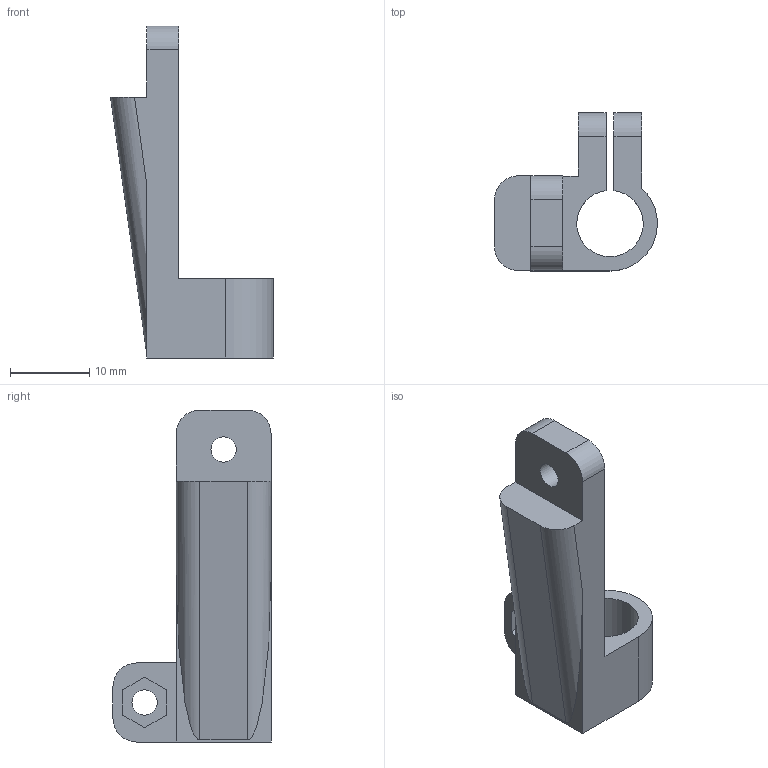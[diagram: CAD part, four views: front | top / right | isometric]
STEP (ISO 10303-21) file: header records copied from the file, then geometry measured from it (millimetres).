
FILE_DESCRIPTION(('FreeCAD Model'),'2;1');
FILE_NAME('M8-inductive-holder-x1.step', '2019-07-05T20:19:28',('Author'),(''), 'Open CASCADE STEP processor 6.8','FreeCAD','Unknown');
FILE_SCHEMA(('AUTOMOTIVE_DESIGN_CC2 { 1 2 10303 214 -1 1 5 4 }'));
Length unit declared in the file: millimetre
Products named in the file (2): ASSEMBLY; M8-inductive-holder
Assembly tree (1 placements, depth 2):
  ASSEMBLY
    M8-inductive-holder
Bounding box: 20.6 x 20 x 42 mm (x, y, z)
Volume: 3935.4 mm3; surface area: 2667.3 mm2
Topology: 1 solids, 1 shells, 36 faces, 103 edges, 70 vertices
Faces by surface type: plane 23, cylinder 13
Full cylindrical faces by diameter (mm): 3.2 x3
Entity records: 2788 total; most frequent: CARTESIAN_POINT 756, DIRECTION 356, LINE 210, VECTOR 210, ORIENTED_EDGE 206, PCURVE 206, DEFINITIONAL_REPRESENTATION 206, EDGE_CURVE 103
